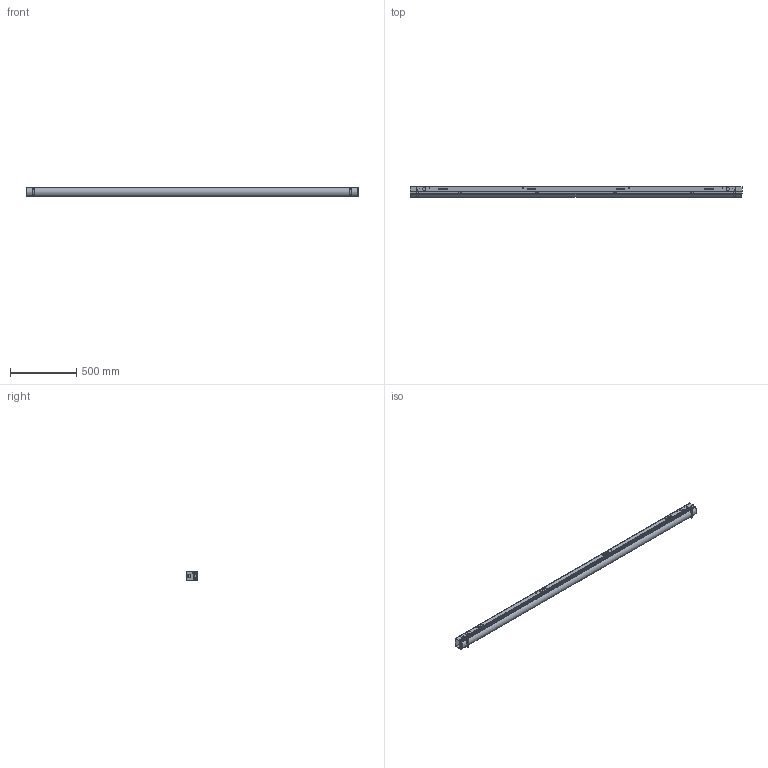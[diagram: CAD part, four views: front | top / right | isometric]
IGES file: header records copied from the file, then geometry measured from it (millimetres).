
Start section:  PTC IGES file: 214487.igs
Global section: file name: 214487.igs; native system: Creo Parametric by PTC Inc.; preprocessor: 2018300; author: pdmadmin; organization: Unknown; date: 20191028.094607; units: millimetre
Bounding box: 2508.48 x 82.95 x 73.74 mm (x, y, z)
Volume: 820240.9 mm3; surface area: 6822232.7 mm2
Topology: 27 solids, 67 shells, 4642 faces, 26136 edges, 35021 vertices
Faces by surface type: revolution 2532, bspline 2110
